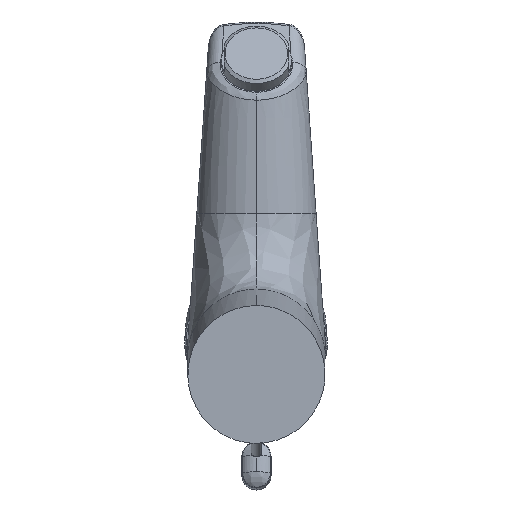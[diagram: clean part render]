
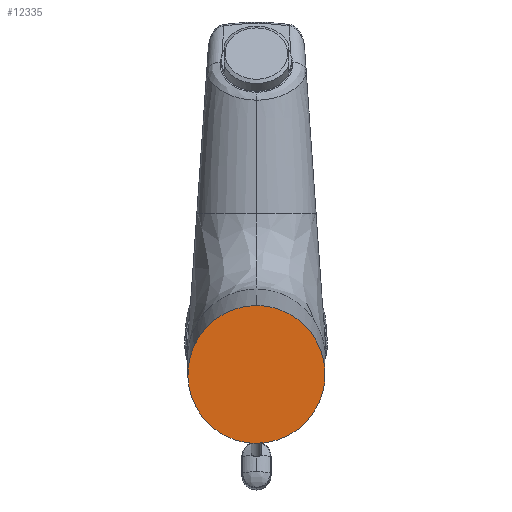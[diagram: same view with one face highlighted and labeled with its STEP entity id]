
A CAD part, front view. The second image highlights one B-rep face of the part: STEP entity #12335.
In plain terms, the highlighted planar face has unit normal (0, -1, 0).
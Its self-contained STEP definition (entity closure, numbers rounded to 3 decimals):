
#693 = CARTESIAN_POINT ( 'NONE',  ( -759.42, 479.373, 954.553 ) ) ;
#1868 = ORIENTED_EDGE ( 'NONE', *, *, #8677, .T. ) ;
#2474 = CARTESIAN_POINT ( 'NONE',  ( -759.42, 479.373, 907.358 ) ) ;
#3728 = CARTESIAN_POINT ( 'NONE',  ( -806.435, 479.373, 954.553 ) ) ;
#3930 = DIRECTION ( 'NONE',  ( 0., 1., 0. ) ) ;
#4492 = CARTESIAN_POINT ( 'NONE',  ( -712.405, 479.373, 954.553 ) ) ;
#4905 = CARTESIAN_POINT ( 'NONE',  ( -759.42, 479.373, 943.463 ) ) ;
#4998 = AXIS2_PLACEMENT_3D ( 'NONE', #4905, #3930, #10967 ) ;
#6771 = CARTESIAN_POINT ( 'NONE',  ( -806.435, 479.373, 907.358 ) ) ;
#7797 = CARTESIAN_POINT ( 'NONE',  ( -759.42, 479.373, 907.358 ) ) ;
#7821 = CARTESIAN_POINT ( 'NONE',  ( -759.42, 479.373, 954.553 ) ) ;
#8176 =( BOUNDED_CURVE ( )  B_SPLINE_CURVE ( 3, ( #693, #3728, #6771, #7797 ),
 .UNSPECIFIED., .F., .T. ) 
 B_SPLINE_CURVE_WITH_KNOTS ( ( 4, 4 ),
 ( 3.142, 6.283 ),
 .UNSPECIFIED. ) 
 CURVE ( )  GEOMETRIC_REPRESENTATION_ITEM ( )  RATIONAL_B_SPLINE_CURVE ( ( 1., 0.333, 0.333, 1. ) ) 
 REPRESENTATION_ITEM ( '' )  );
#8219 = EDGE_CURVE ( 'NONE', #12268, #12349, #8176, .T. ) ;
#8227 =( BOUNDED_CURVE ( )  B_SPLINE_CURVE ( 3, ( #2474, #8543, #4492, #11541 ),
 .UNSPECIFIED., .F., .F. ) 
 B_SPLINE_CURVE_WITH_KNOTS ( ( 4, 4 ),
 ( 0., 3.142 ),
 .UNSPECIFIED. ) 
 CURVE ( )  GEOMETRIC_REPRESENTATION_ITEM ( )  RATIONAL_B_SPLINE_CURVE ( ( 1., 0.333, 0.333, 1. ) ) 
 REPRESENTATION_ITEM ( '' )  );
#8543 = CARTESIAN_POINT ( 'NONE',  ( -712.405, 479.373, 907.358 ) ) ;
#8677 = EDGE_CURVE ( 'NONE', #12349, #12268, #8227, .T. ) ;
#8732 = ORIENTED_EDGE ( 'NONE', *, *, #8219, .T. ) ;
#9996 = PLANE ( 'NONE',  #4998 ) ;
#10440 = FACE_OUTER_BOUND ( 'NONE', #11559, .T. ) ;
#10967 = DIRECTION ( 'NONE',  ( 0., 0., 1. ) ) ;
#11541 = CARTESIAN_POINT ( 'NONE',  ( -759.42, 479.373, 954.553 ) ) ;
#11559 = EDGE_LOOP ( 'NONE', ( #1868, #8732 ) ) ;
#11983 = CARTESIAN_POINT ( 'NONE',  ( -759.42, 479.373, 907.358 ) ) ;
#12268 = VERTEX_POINT ( 'NONE', #7821 ) ;
#12335 = ADVANCED_FACE ( 'NONE', ( #10440 ), #9996, .F. ) ;
#12349 = VERTEX_POINT ( 'NONE', #11983 ) ;
